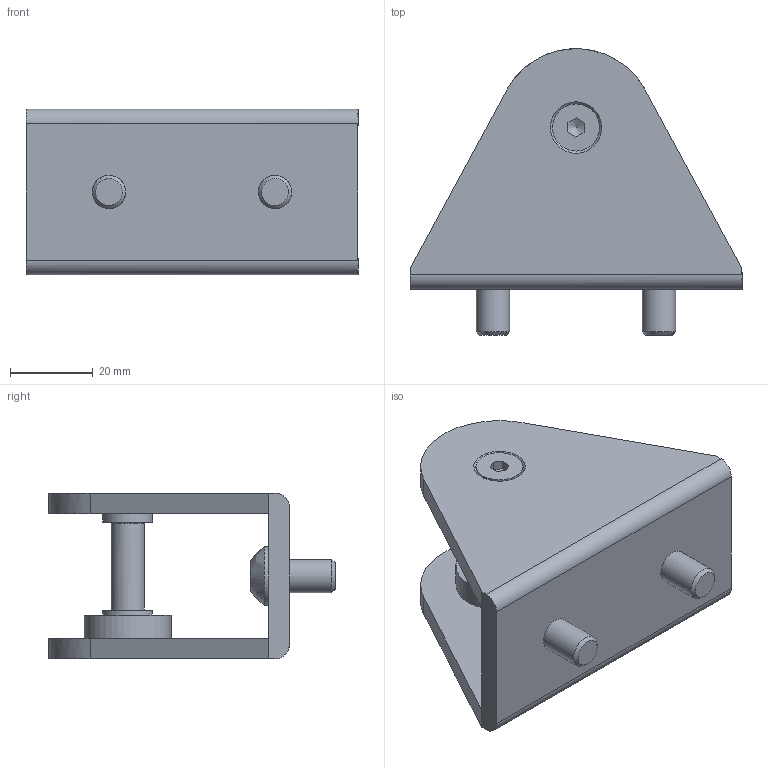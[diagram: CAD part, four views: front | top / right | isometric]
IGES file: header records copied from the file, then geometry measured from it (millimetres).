
Global section: file name: SZ2640N_A; native system: Autodesk Inventor 2015; preprocessor: unknown; author: Behrens; date: 20151118.143653; units: millimetre
Bounding box: 80 x 68.97 x 40 mm (x, y, z)
Volume: 47785.3 mm3; surface area: 24042.4 mm2
Topology: 7 solids, 7 shells, 100 faces, 248 edges, 170 vertices
Faces by surface type: bspline 100
